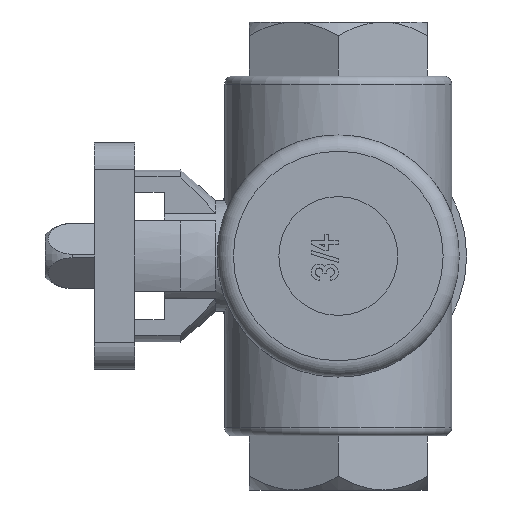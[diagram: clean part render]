
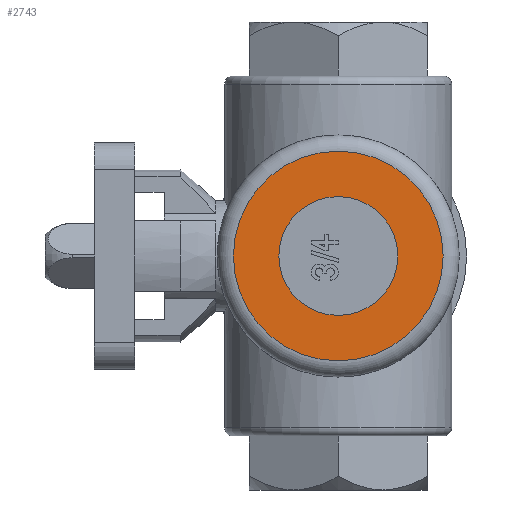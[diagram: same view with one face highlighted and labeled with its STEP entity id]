
A CAD part, left-side view. The second image highlights one B-rep face of the part: STEP entity #2743.
In plain terms, the highlighted planar face has unit normal (-1, 0, 0).
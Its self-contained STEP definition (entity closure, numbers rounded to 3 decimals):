
#218=CIRCLE('',#2987,19.4);
#219=CIRCLE('',#2989,11.);
#536=ORIENTED_EDGE('',*,*,#1276,.F.);
#537=ORIENTED_EDGE('',*,*,#1277,.T.);
#1276=EDGE_CURVE('',#1635,#1635,#218,.T.);
#1277=EDGE_CURVE('',#1636,#1636,#219,.T.);
#1635=VERTEX_POINT('',#4554);
#1636=VERTEX_POINT('',#4557);
#2241=EDGE_LOOP('',(#536));
#2242=EDGE_LOOP('',(#537));
#2460=FACE_BOUND('',#2241,.T.);
#2461=FACE_BOUND('',#2242,.T.);
#2632=PLANE('',#2988);
#2743=ADVANCED_FACE('',(#2460,#2461),#2632,.F.);
#2987=AXIS2_PLACEMENT_3D('',#4553,#3498,#3499);
#2988=AXIS2_PLACEMENT_3D('',#4555,#3500,#3501);
#2989=AXIS2_PLACEMENT_3D('',#4556,#3502,#3503);
#3498=DIRECTION('',(1.,0.,0.));
#3499=DIRECTION('',(0.,0.,-1.));
#3500=DIRECTION('',(1.,0.,0.));
#3501=DIRECTION('',(0.,0.,-1.));
#3502=DIRECTION('',(1.,0.,0.));
#3503=DIRECTION('',(0.,0.,-1.));
#4553=CARTESIAN_POINT('',(-28.,0.,0.));
#4554=CARTESIAN_POINT('',(-28.,0.,-19.4));
#4555=CARTESIAN_POINT('',(-28.,0.,0.));
#4556=CARTESIAN_POINT('',(-28.,0.,0.));
#4557=CARTESIAN_POINT('',(-28.,0.,-11.));
